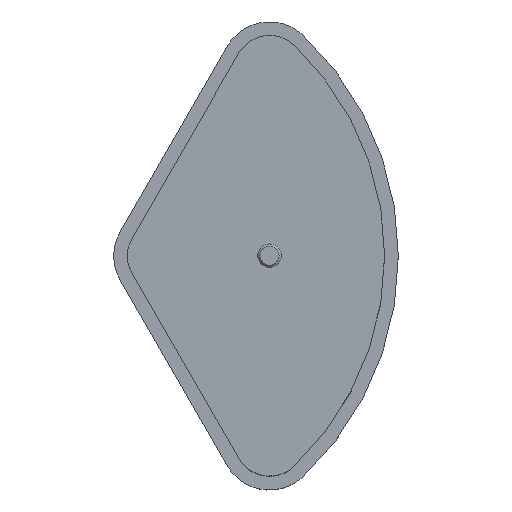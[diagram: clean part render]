
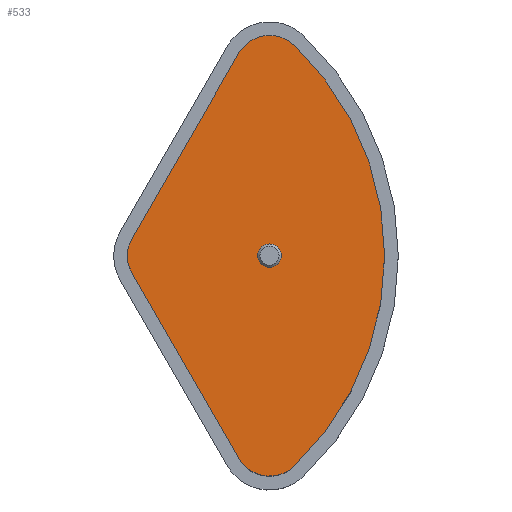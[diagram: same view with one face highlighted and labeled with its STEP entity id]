
A CAD part, top view. The second image highlights one B-rep face of the part: STEP entity #533.
In plain terms, the highlighted planar face has unit normal (0, 0, 1).
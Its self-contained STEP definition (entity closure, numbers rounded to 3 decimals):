
#236 = CIRCLE ( 'NONE', #606, 3. ) ;
#240 = EDGE_CURVE ( 'NONE', #2948, #4505, #1201, .T. ) ;
#264 = CIRCLE ( 'NONE', #9963, 74. ) ;
#384 = DIRECTION ( 'NONE',  ( 0., 0., 1. ) ) ;
#533 = ADVANCED_FACE ( 'NONE', ( #9633, #9690 ), #11505, .T. ) ;
#606 = AXIS2_PLACEMENT_3D ( 'NONE', #10363, #11393, #4881 ) ;
#672 = EDGE_CURVE ( 'NONE', #9512, #6390, #3724, .T. ) ;
#984 = VERTEX_POINT ( 'NONE', #4765 ) ;
#1010 = CIRCLE ( 'NONE', #7813, 9. ) ;
#1014 = DIRECTION ( 'NONE',  ( 1., 0., 0. ) ) ;
#1037 = EDGE_CURVE ( 'NONE', #6390, #9512, #236, .T. ) ;
#1116 = EDGE_CURVE ( 'NONE', #7724, #984, #1010, .T. ) ;
#1143 = DIRECTION ( 'NONE',  ( 0., 0., 1. ) ) ;
#1201 = CIRCLE ( 'NONE', #5472, 9. ) ;
#1409 = ORIENTED_EDGE ( 'NONE', *, *, #11375, .T. ) ;
#1566 = CARTESIAN_POINT ( 'NONE',  ( 17.3, 0., 32. ) ) ;
#1690 = CARTESIAN_POINT ( 'NONE',  ( 36.806, 51.785, 32. ) ) ;
#1753 = DIRECTION ( 'NONE',  ( -0.5, -0.866, 0. ) ) ;
#1802 = AXIS2_PLACEMENT_3D ( 'NONE', #9157, #10263, #1014 ) ;
#1865 = ORIENTED_EDGE ( 'NONE', *, *, #1037, .F. ) ;
#1970 = EDGE_LOOP ( 'NONE', ( #6344, #5719, #1409, #6803, #11609, #7236, #9966 ) ) ;
#2101 = EDGE_CURVE ( 'NONE', #4505, #2892, #7213, .T. ) ;
#2311 = DIRECTION ( 'NONE',  ( 0.5, -0.866, 0. ) ) ;
#2364 = LINE ( 'NONE', #3209, #4519 ) ;
#2399 = VECTOR ( 'NONE', #1753, 1000. ) ;
#2609 = DIRECTION ( 'NONE',  ( 1., 0., 0. ) ) ;
#2892 = VERTEX_POINT ( 'NONE', #4845 ) ;
#2948 = VERTEX_POINT ( 'NONE', #7997 ) ;
#3148 = AXIS2_PLACEMENT_3D ( 'NONE', #8773, #3192, #6908 ) ;
#3192 = DIRECTION ( 'NONE',  ( 0., 0., 1. ) ) ;
#3209 = CARTESIAN_POINT ( 'NONE',  ( 9.506, -4.5, 32. ) ) ;
#3238 = DIRECTION ( 'NONE',  ( 0., 0., 1. ) ) ;
#3388 = CARTESIAN_POINT ( 'NONE',  ( 47.198, -1.5, 32. ) ) ;
#3724 = CIRCLE ( 'NONE', #1802, 3. ) ;
#4096 = CARTESIAN_POINT ( 'NONE',  ( 74., 0., 32. ) ) ;
#4505 = VERTEX_POINT ( 'NONE', #5865 ) ;
#4519 = VECTOR ( 'NONE', #2311, 1000. ) ;
#4606 = VERTEX_POINT ( 'NONE', #4096 ) ;
#4765 = CARTESIAN_POINT ( 'NONE',  ( 50.775, -53.832, 32. ) ) ;
#4845 = CARTESIAN_POINT ( 'NONE',  ( 9.506, 4.5, 32. ) ) ;
#4881 = DIRECTION ( 'NONE',  ( 1., 0., 0. ) ) ;
#5000 = DIRECTION ( 'NONE',  ( 1., 0., 0. ) ) ;
#5265 = DIRECTION ( 'NONE',  ( 0., 0., 1. ) ) ;
#5349 = EDGE_CURVE ( 'NONE', #8257, #7724, #2364, .T. ) ;
#5472 = AXIS2_PLACEMENT_3D ( 'NONE', #7827, #1143, #7643 ) ;
#5698 = AXIS2_PLACEMENT_3D ( 'NONE', #6256, #3238, #5000 ) ;
#5719 = ORIENTED_EDGE ( 'NONE', *, *, #2101, .T. ) ;
#5865 = CARTESIAN_POINT ( 'NONE',  ( 36.806, 51.785, 32. ) ) ;
#5924 = EDGE_CURVE ( 'NONE', #4606, #2948, #7446, .T. ) ;
#6226 = DIRECTION ( 'NONE',  ( 0., 0., 1. ) ) ;
#6256 = CARTESIAN_POINT ( 'NONE',  ( 0., 0., 32. ) ) ;
#6344 = ORIENTED_EDGE ( 'NONE', *, *, #240, .T. ) ;
#6390 = VERTEX_POINT ( 'NONE', #11341 ) ;
#6413 = ORIENTED_EDGE ( 'NONE', *, *, #672, .F. ) ;
#6612 = EDGE_CURVE ( 'NONE', #984, #4606, #264, .T. ) ;
#6803 = ORIENTED_EDGE ( 'NONE', *, *, #5349, .T. ) ;
#6908 = DIRECTION ( 'NONE',  ( 1., 0., 0. ) ) ;
#7213 = LINE ( 'NONE', #1690, #2399 ) ;
#7236 = ORIENTED_EDGE ( 'NONE', *, *, #6612, .T. ) ;
#7446 = CIRCLE ( 'NONE', #5698, 74. ) ;
#7625 = CARTESIAN_POINT ( 'NONE',  ( 44.6, -47.285, 32. ) ) ;
#7643 = DIRECTION ( 'NONE',  ( 1., 0., 0. ) ) ;
#7724 = VERTEX_POINT ( 'NONE', #8362 ) ;
#7813 = AXIS2_PLACEMENT_3D ( 'NONE', #7625, #384, #11330 ) ;
#7827 = CARTESIAN_POINT ( 'NONE',  ( 44.6, 47.285, 32. ) ) ;
#7997 = CARTESIAN_POINT ( 'NONE',  ( 50.775, 53.832, 32. ) ) ;
#8051 = CARTESIAN_POINT ( 'NONE',  ( 0., 0., 32. ) ) ;
#8257 = VERTEX_POINT ( 'NONE', #10048 ) ;
#8362 = CARTESIAN_POINT ( 'NONE',  ( 36.806, -51.785, 32. ) ) ;
#8773 = CARTESIAN_POINT ( 'NONE',  ( 0., 0., 32. ) ) ;
#9157 = CARTESIAN_POINT ( 'NONE',  ( 44.6, 0., 32. ) ) ;
#9359 = EDGE_LOOP ( 'NONE', ( #1865, #6413 ) ) ;
#9512 = VERTEX_POINT ( 'NONE', #3388 ) ;
#9633 = FACE_BOUND ( 'NONE', #9359, .T. ) ;
#9690 = FACE_OUTER_BOUND ( 'NONE', #1970, .T. ) ;
#9963 = AXIS2_PLACEMENT_3D ( 'NONE', #8051, #6226, #9988 ) ;
#9966 = ORIENTED_EDGE ( 'NONE', *, *, #5924, .T. ) ;
#9988 = DIRECTION ( 'NONE',  ( 1., 0., 0. ) ) ;
#10048 = CARTESIAN_POINT ( 'NONE',  ( 9.506, -4.5, 32. ) ) ;
#10263 = DIRECTION ( 'NONE',  ( 0., 0., 1. ) ) ;
#10363 = CARTESIAN_POINT ( 'NONE',  ( 44.6, 0., 32. ) ) ;
#11016 = AXIS2_PLACEMENT_3D ( 'NONE', #1566, #5265, #2609 ) ;
#11330 = DIRECTION ( 'NONE',  ( 1., 0., 0. ) ) ;
#11341 = CARTESIAN_POINT ( 'NONE',  ( 42.002, 1.5, 32. ) ) ;
#11375 = EDGE_CURVE ( 'NONE', #2892, #8257, #11776, .T. ) ;
#11393 = DIRECTION ( 'NONE',  ( 0., 0., 1. ) ) ;
#11505 = PLANE ( 'NONE',  #3148 ) ;
#11609 = ORIENTED_EDGE ( 'NONE', *, *, #1116, .T. ) ;
#11776 = CIRCLE ( 'NONE', #11016, 9. ) ;
